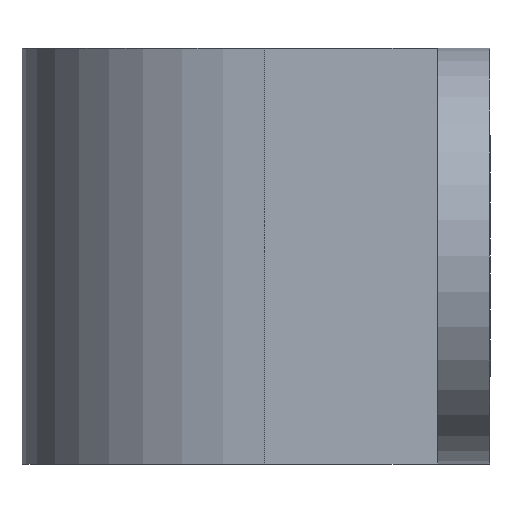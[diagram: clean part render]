
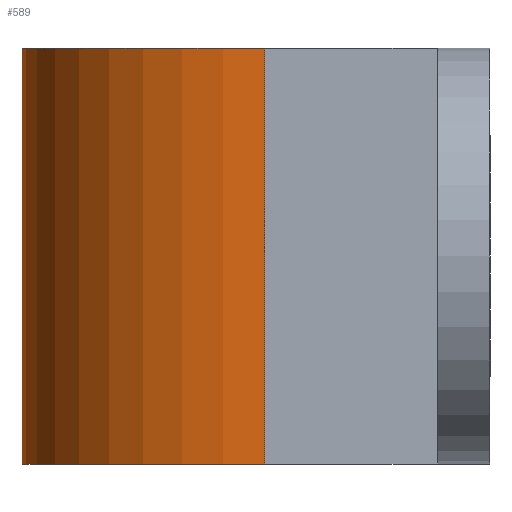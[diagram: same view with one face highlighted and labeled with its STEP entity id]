
A CAD part, left-side view. The second image highlights one B-rep face of the part: STEP entity #589.
In plain terms, the highlighted cylindrical face has radius 7 mm (diameter 14 mm), a partial arc.
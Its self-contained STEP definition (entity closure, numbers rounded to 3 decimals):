
#25 = DIRECTION ( 'NONE',  ( 1., 0., 0. ) ) ;
#81 = DIRECTION ( 'NONE',  ( -1., 0., 0. ) ) ;
#111 = AXIS2_PLACEMENT_3D ( 'NONE', #548, #747, #81 ) ;
#126 = EDGE_CURVE ( 'NONE', #414, #524, #156, .T. ) ;
#144 = VECTOR ( 'NONE', #925, 1000. ) ;
#152 = CARTESIAN_POINT ( 'NONE',  ( 0., 6.5, 6. ) ) ;
#156 = CIRCLE ( 'NONE', #111, 7. ) ;
#161 = ORIENTED_EDGE ( 'NONE', *, *, #545, .T. ) ;
#184 = CARTESIAN_POINT ( 'NONE',  ( -7., 6.5, 6. ) ) ;
#214 = CARTESIAN_POINT ( 'NONE',  ( 7., 6.5, 6. ) ) ;
#230 = EDGE_CURVE ( 'NONE', #524, #319, #330, .T. ) ;
#319 = VERTEX_POINT ( 'NONE', #650 ) ;
#330 = LINE ( 'NONE', #184, #817 ) ;
#372 = DIRECTION ( 'NONE',  ( 0., 0., 1. ) ) ;
#378 = DIRECTION ( 'NONE',  ( 0., 0., -1. ) ) ;
#390 = DIRECTION ( 'NONE',  ( -1., 0., 0. ) ) ;
#407 = CARTESIAN_POINT ( 'NONE',  ( 7., 6.5, -6. ) ) ;
#414 = VERTEX_POINT ( 'NONE', #512 ) ;
#417 = AXIS2_PLACEMENT_3D ( 'NONE', #152, #467, #390 ) ;
#433 = CIRCLE ( 'NONE', #513, 7. ) ;
#447 = ORIENTED_EDGE ( 'NONE', *, *, #230, .F. ) ;
#451 = EDGE_CURVE ( 'NONE', #414, #910, #846, .T. ) ;
#455 = ORIENTED_EDGE ( 'NONE', *, *, #126, .F. ) ;
#467 = DIRECTION ( 'NONE',  ( 0., 0., -1. ) ) ;
#512 = CARTESIAN_POINT ( 'NONE',  ( 7., 6.5, 6. ) ) ;
#513 = AXIS2_PLACEMENT_3D ( 'NONE', #720, #372, #25 ) ;
#524 = VERTEX_POINT ( 'NONE', #529 ) ;
#529 = CARTESIAN_POINT ( 'NONE',  ( -7., 6.5, 6. ) ) ;
#535 = CYLINDRICAL_SURFACE ( 'NONE', #417, 7. ) ;
#545 = EDGE_CURVE ( 'NONE', #910, #319, #433, .T. ) ;
#548 = CARTESIAN_POINT ( 'NONE',  ( 0., 6.5, 6. ) ) ;
#589 = ADVANCED_FACE ( 'NONE', ( #876 ), #535, .T. ) ;
#650 = CARTESIAN_POINT ( 'NONE',  ( -7., 6.5, -6. ) ) ;
#690 = ORIENTED_EDGE ( 'NONE', *, *, #451, .T. ) ;
#720 = CARTESIAN_POINT ( 'NONE',  ( 0., 6.5, -6. ) ) ;
#747 = DIRECTION ( 'NONE',  ( 0., 0., 1. ) ) ;
#817 = VECTOR ( 'NONE', #378, 1000. ) ;
#846 = LINE ( 'NONE', #214, #144 ) ;
#847 = EDGE_LOOP ( 'NONE', ( #161, #447, #455, #690 ) ) ;
#876 = FACE_OUTER_BOUND ( 'NONE', #847, .T. ) ;
#910 = VERTEX_POINT ( 'NONE', #407 ) ;
#925 = DIRECTION ( 'NONE',  ( 0., 0., -1. ) ) ;
